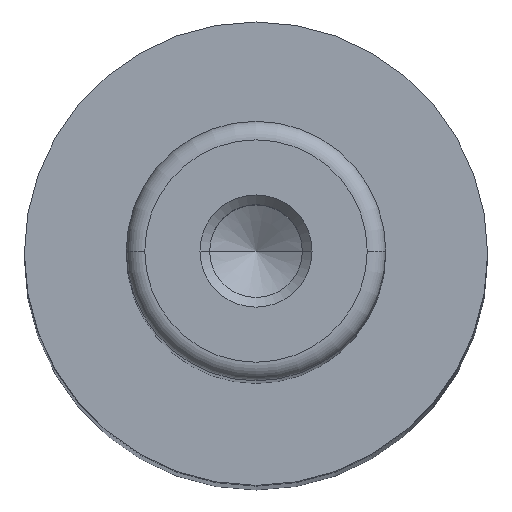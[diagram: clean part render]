
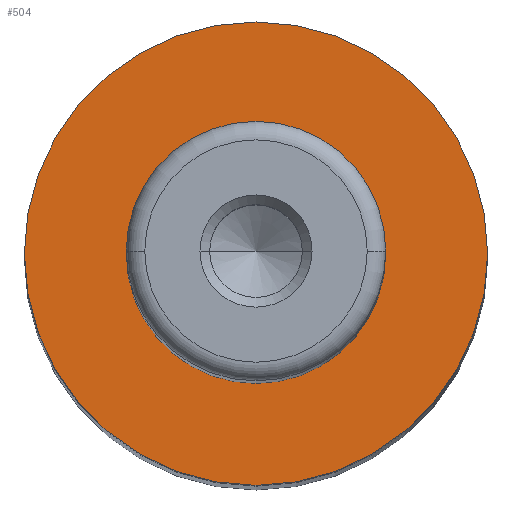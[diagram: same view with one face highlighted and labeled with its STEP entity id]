
A CAD part, top view. The second image highlights one B-rep face of the part: STEP entity #504.
In plain terms, the highlighted planar face has unit normal (0, 0, 1).
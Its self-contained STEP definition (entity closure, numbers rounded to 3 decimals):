
#44 = FACE_OUTER_BOUND ( 'NONE', #528, .T. ) ;
#57 = DIRECTION ( 'NONE',  ( 0., 0., -1. ) ) ;
#61 = EDGE_CURVE ( 'NONE', #657, #99, #280, .T. ) ;
#78 = ORIENTED_EDGE ( 'NONE', *, *, #633, .T. ) ;
#99 = VERTEX_POINT ( 'NONE', #428 ) ;
#153 = CIRCLE ( 'NONE', #407, 12.5 ) ;
#175 = CARTESIAN_POINT ( 'NONE',  ( 0., 0., 143. ) ) ;
#185 = DIRECTION ( 'NONE',  ( 0., 0., -1. ) ) ;
#186 = EDGE_CURVE ( 'NONE', #483, #440, #519, .T. ) ;
#195 = PLANE ( 'NONE',  #753 ) ;
#202 = ORIENTED_EDGE ( 'NONE', *, *, #186, .T. ) ;
#207 = DIRECTION ( 'NONE',  ( 0., 0., -1. ) ) ;
#216 = EDGE_LOOP ( 'NONE', ( #202, #78 ) ) ;
#228 = AXIS2_PLACEMENT_3D ( 'NONE', #175, #185, #596 ) ;
#247 = CARTESIAN_POINT ( 'NONE',  ( 7., 0., 143. ) ) ;
#252 = CARTESIAN_POINT ( 'NONE',  ( -7., 0., 143. ) ) ;
#265 = CIRCLE ( 'NONE', #335, 7. ) ;
#269 = EDGE_CURVE ( 'NONE', #99, #657, #153, .T. ) ;
#280 = CIRCLE ( 'NONE', #228, 12.5 ) ;
#335 = AXIS2_PLACEMENT_3D ( 'NONE', #559, #207, #618 ) ;
#345 = CARTESIAN_POINT ( 'NONE',  ( 0., 0., 143. ) ) ;
#365 = DIRECTION ( 'NONE',  ( 1., 0., 0. ) ) ;
#383 = AXIS2_PLACEMENT_3D ( 'NONE', #404, #57, #462 ) ;
#404 = CARTESIAN_POINT ( 'NONE',  ( 0., 0., 143. ) ) ;
#407 = AXIS2_PLACEMENT_3D ( 'NONE', #345, #765, #411 ) ;
#411 = DIRECTION ( 'NONE',  ( -1., 0., 0. ) ) ;
#412 = ORIENTED_EDGE ( 'NONE', *, *, #61, .F. ) ;
#428 = CARTESIAN_POINT ( 'NONE',  ( 12.5, 0., 143. ) ) ;
#440 = VERTEX_POINT ( 'NONE', #247 ) ;
#462 = DIRECTION ( 'NONE',  ( -1., 0., 0. ) ) ;
#483 = VERTEX_POINT ( 'NONE', #252 ) ;
#504 = ADVANCED_FACE ( 'NONE', ( #646, #44 ), #195, .T. ) ;
#519 = CIRCLE ( 'NONE', #383, 7. ) ;
#528 = EDGE_LOOP ( 'NONE', ( #412, #539 ) ) ;
#539 = ORIENTED_EDGE ( 'NONE', *, *, #269, .F. ) ;
#545 = CARTESIAN_POINT ( 'NONE',  ( -7., 0., 143. ) ) ;
#559 = CARTESIAN_POINT ( 'NONE',  ( 0., 0., 143. ) ) ;
#596 = DIRECTION ( 'NONE',  ( -1., 0., 0. ) ) ;
#618 = DIRECTION ( 'NONE',  ( -1., 0., 0. ) ) ;
#633 = EDGE_CURVE ( 'NONE', #440, #483, #265, .T. ) ;
#646 = FACE_BOUND ( 'NONE', #216, .T. ) ;
#657 = VERTEX_POINT ( 'NONE', #740 ) ;
#731 = DIRECTION ( 'NONE',  ( 0., 0., 1. ) ) ;
#740 = CARTESIAN_POINT ( 'NONE',  ( -12.5, 0., 143. ) ) ;
#753 = AXIS2_PLACEMENT_3D ( 'NONE', #545, #731, #365 ) ;
#765 = DIRECTION ( 'NONE',  ( 0., 0., -1. ) ) ;
